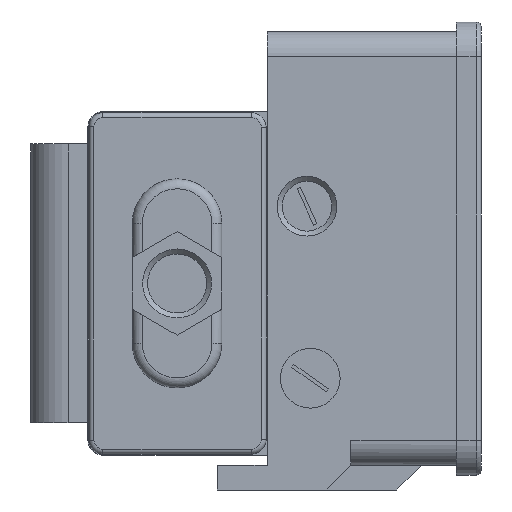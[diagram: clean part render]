
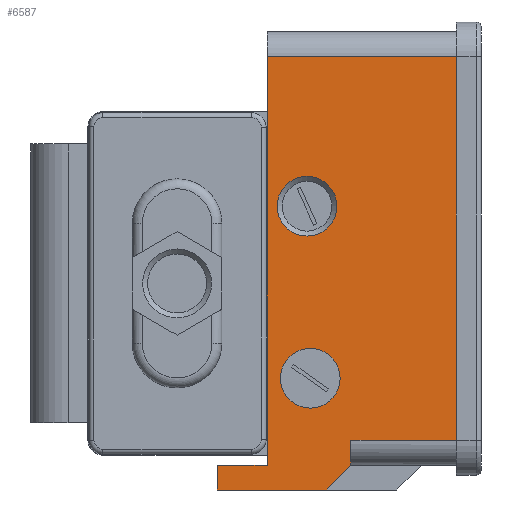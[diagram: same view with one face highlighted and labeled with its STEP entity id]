
A CAD part, front view. The second image highlights one B-rep face of the part: STEP entity #6587.
In plain terms, the highlighted planar face has unit normal (0, -1, 0).
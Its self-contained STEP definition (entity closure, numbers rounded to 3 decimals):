
#265=CIRCLE('',#7079,6.);
#270=CIRCLE('',#7086,6.);
#271=CIRCLE('',#7087,6.);
#413=FACE_BOUND('',#1117,.T.);
#414=FACE_BOUND('',#1118,.T.);
#723=FACE_OUTER_BOUND('',#1116,.T.);
#1116=EDGE_LOOP('',(#5688,#5689,#5690,#5691,#5692,#5693,#5694,#5695,#5696));
#1117=EDGE_LOOP('',(#5697,#5698));
#1118=EDGE_LOOP('',(#5699));
#1774=LINE('',#10897,#2477);
#1775=LINE('',#10899,#2478);
#1776=LINE('',#10901,#2479);
#1777=LINE('',#10903,#2480);
#1778=LINE('',#10905,#2481);
#1779=LINE('',#10907,#2482);
#1780=LINE('',#10909,#2483);
#1781=LINE('',#10911,#2484);
#1782=LINE('',#10912,#2485);
#2477=VECTOR('',#8604,10.);
#2478=VECTOR('',#8605,10.);
#2479=VECTOR('',#8606,10.);
#2480=VECTOR('',#8607,10.);
#2481=VECTOR('',#8608,10.);
#2482=VECTOR('',#8609,10.);
#2483=VECTOR('',#8610,10.);
#2484=VECTOR('',#8611,10.);
#2485=VECTOR('',#8612,10.);
#3106=VERTEX_POINT('',#10881);
#3111=VERTEX_POINT('',#10895);
#3112=VERTEX_POINT('',#10896);
#3113=VERTEX_POINT('',#10898);
#3114=VERTEX_POINT('',#10900);
#3115=VERTEX_POINT('',#10902);
#3116=VERTEX_POINT('',#10904);
#3117=VERTEX_POINT('',#10906);
#3118=VERTEX_POINT('',#10908);
#3119=VERTEX_POINT('',#10910);
#3120=VERTEX_POINT('',#10913);
#3121=VERTEX_POINT('',#10914);
#3988=EDGE_CURVE('',#3106,#3106,#265,.T.);
#3995=EDGE_CURVE('',#3111,#3112,#1774,.T.);
#3996=EDGE_CURVE('',#3113,#3111,#1775,.T.);
#3997=EDGE_CURVE('',#3113,#3114,#1776,.T.);
#3998=EDGE_CURVE('',#3115,#3114,#1777,.T.);
#3999=EDGE_CURVE('',#3116,#3115,#1778,.T.);
#4000=EDGE_CURVE('',#3116,#3117,#1779,.T.);
#4001=EDGE_CURVE('',#3117,#3118,#1780,.T.);
#4002=EDGE_CURVE('',#3118,#3119,#1781,.T.);
#4003=EDGE_CURVE('',#3112,#3119,#1782,.T.);
#4004=EDGE_CURVE('',#3120,#3121,#270,.T.);
#4005=EDGE_CURVE('',#3121,#3120,#271,.T.);
#5688=ORIENTED_EDGE('',*,*,#3995,.F.);
#5689=ORIENTED_EDGE('',*,*,#3996,.F.);
#5690=ORIENTED_EDGE('',*,*,#3997,.T.);
#5691=ORIENTED_EDGE('',*,*,#3998,.F.);
#5692=ORIENTED_EDGE('',*,*,#3999,.F.);
#5693=ORIENTED_EDGE('',*,*,#4000,.T.);
#5694=ORIENTED_EDGE('',*,*,#4001,.T.);
#5695=ORIENTED_EDGE('',*,*,#4002,.T.);
#5696=ORIENTED_EDGE('',*,*,#4003,.F.);
#5697=ORIENTED_EDGE('',*,*,#4004,.T.);
#5698=ORIENTED_EDGE('',*,*,#4005,.T.);
#5699=ORIENTED_EDGE('',*,*,#3988,.F.);
#6244=PLANE('',#7085);
#6587=ADVANCED_FACE('',(#723,#413,#414),#6244,.T.);
#7079=AXIS2_PLACEMENT_3D('',#10882,#8588,#8589);
#7085=AXIS2_PLACEMENT_3D('',#10894,#8602,#8603);
#7086=AXIS2_PLACEMENT_3D('',#10915,#8613,#8614);
#7087=AXIS2_PLACEMENT_3D('',#10916,#8615,#8616);
#8588=DIRECTION('center_axis',(0.,-1.,0.));
#8589=DIRECTION('ref_axis',(-1.,0.,0.));
#8602=DIRECTION('center_axis',(0.,-1.,0.));
#8603=DIRECTION('ref_axis',(0.,0.,-1.));
#8604=DIRECTION('',(-0.707,0.,-0.707));
#8605=DIRECTION('',(0.,0.,-1.));
#8606=DIRECTION('',(1.,0.,0.));
#8607=DIRECTION('',(0.,0.,-1.));
#8608=DIRECTION('',(1.,0.,0.));
#8609=DIRECTION('',(0.,0.,-1.));
#8610=DIRECTION('',(-1.,0.,0.));
#8611=DIRECTION('',(0.,0.,-1.));
#8612=DIRECTION('',(-1.,0.,0.));
#8613=DIRECTION('center_axis',(0.,1.,0.));
#8614=DIRECTION('ref_axis',(1.,0.,0.));
#8615=DIRECTION('center_axis',(0.,1.,0.));
#8616=DIRECTION('ref_axis',(1.,0.,0.));
#10881=CARTESIAN_POINT('',(14.,-40.,8.5));
#10882=CARTESIAN_POINT('Origin',(8.,-40.,8.5));
#10894=CARTESIAN_POINT('Origin',(0.,-40.,38.5));
#10895=CARTESIAN_POINT('',(16.823,-40.,-43.5));
#10896=CARTESIAN_POINT('',(11.823,-40.,-48.5));
#10897=CARTESIAN_POINT('',(31.867,-40.,-28.456));
#10898=CARTESIAN_POINT('',(16.823,-40.,-38.5));
#10899=CARTESIAN_POINT('',(16.823,-40.,-43.5));
#10900=CARTESIAN_POINT('',(38.,-40.,-38.5));
#10901=CARTESIAN_POINT('',(0.,-40.,-38.5));
#10902=CARTESIAN_POINT('',(38.,-40.,38.5));
#10903=CARTESIAN_POINT('',(38.,-40.,38.5));
#10904=CARTESIAN_POINT('',(0.,-40.,38.5));
#10905=CARTESIAN_POINT('',(0.,-40.,38.5));
#10906=CARTESIAN_POINT('',(0.,-40.,-43.5));
#10907=CARTESIAN_POINT('',(0.,-40.,38.5));
#10908=CARTESIAN_POINT('',(-10.,-40.,-43.5));
#10909=CARTESIAN_POINT('',(38.,-40.,-43.5));
#10910=CARTESIAN_POINT('',(-10.,-40.,-48.5));
#10911=CARTESIAN_POINT('',(-10.,-40.,-43.5));
#10912=CARTESIAN_POINT('',(38.,-40.,-48.5));
#10913=CARTESIAN_POINT('',(14.65,-40.,-26.052));
#10914=CARTESIAN_POINT('',(2.65,-40.,-26.052));
#10915=CARTESIAN_POINT('Origin',(8.65,-40.,-26.052));
#10916=CARTESIAN_POINT('Origin',(8.65,-40.,-26.052));
